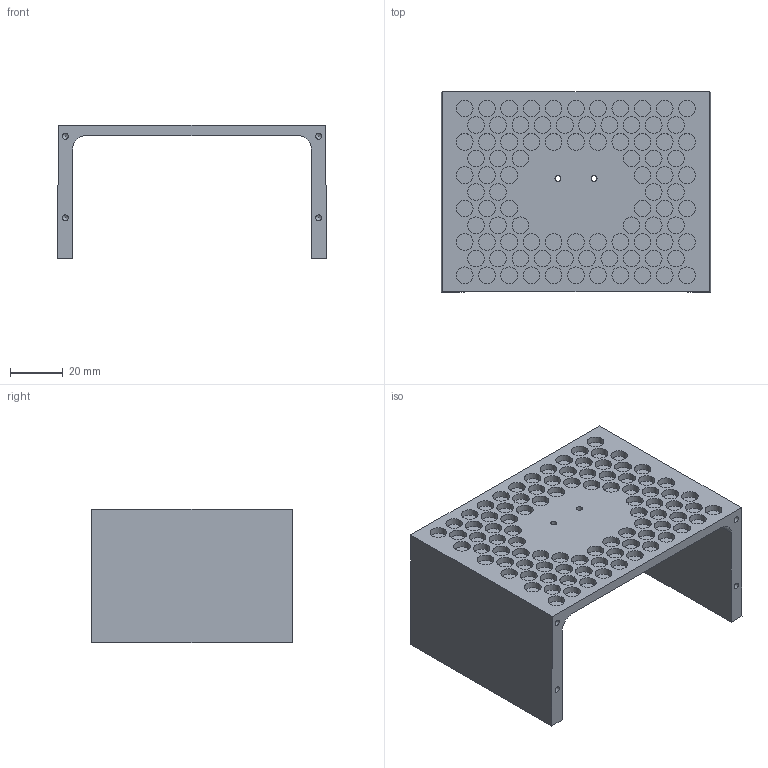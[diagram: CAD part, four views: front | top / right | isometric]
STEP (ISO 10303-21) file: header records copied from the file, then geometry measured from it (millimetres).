
FILE_DESCRIPTION(/* description */ ('','CAx-IF Rec.Pracs.---Representation and Presentation of Product Manufacturing Information (PMI)---4.0---2014-10-13'),/* implementation_level */ '2;1');
FILE_NAME(/* name */ 'top half.step',/* time_stamp */ '2025-02-18T10:23:47-08:00',/* author */ (''),/* organization */ (''),/* preprocessor_version */ 'ST-DEVELOPER v20',/* originating_system */ 'Autodesk Translation Framework v13.20.0.188',/* authorisation */ '');
FILE_SCHEMA (('AP242_MANAGED_MODEL_BASED_3D_ENGINEERING_MIM_LF { 1 0 10303 442 1 1 4 }'));
Length unit declared in the file: inch
Products named in the file (1): top half
Bounding box: 102.51 x 76.2 x 50.8 mm (x, y, z)
Volume: 63513.4 mm3; surface area: 37406.8 mm2
Topology: 1 solids, 1 shells, 214 faces, 352 edges, 232 vertices
Faces by surface type: cylinder 104, plane 102, cone 8
Full cylindrical faces by diameter (mm): 2.271 x10, 6.35 x92
Entity records: 5043 total; most frequent: DIRECTION 982, CARTESIAN_POINT 791, ORIENTED_EDGE 688, AXIS2_PLACEMENT_3D 423, EDGE_CURVE 344, EDGE_LOOP 318, VERTEX_POINT 232, FACE_OUTER_BOUND 214
